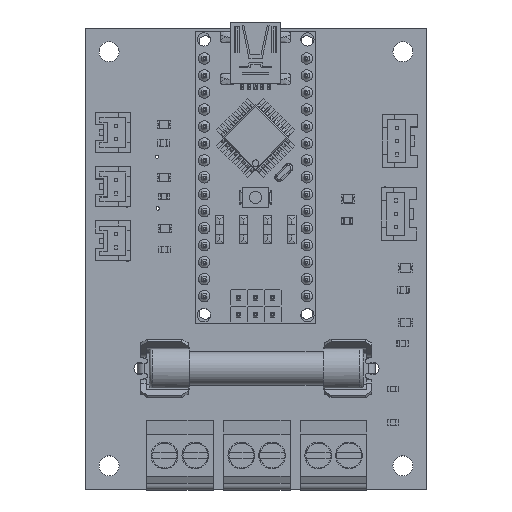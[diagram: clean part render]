
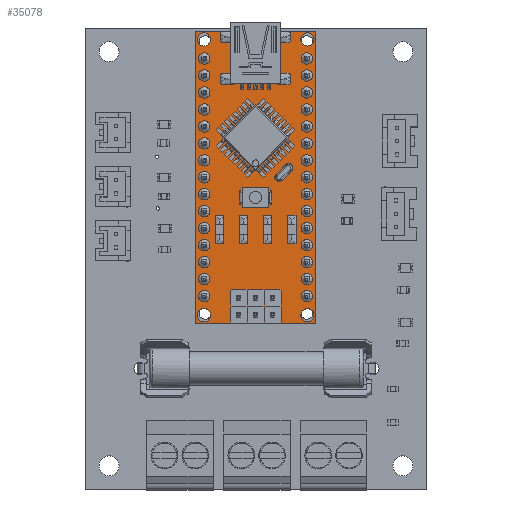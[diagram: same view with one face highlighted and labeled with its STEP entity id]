
A CAD part, top view. The second image highlights one B-rep face of the part: STEP entity #35078.
In plain terms, the highlighted face is planar.
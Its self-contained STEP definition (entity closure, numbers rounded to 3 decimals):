
#1261=FACE_BOUND('',#6088,.T.);
#1262=FACE_BOUND('',#6089,.T.);
#1263=FACE_BOUND('',#6090,.T.);
#1264=FACE_BOUND('',#6091,.T.);
#2201=PLANE('',#38077);
#3977=FACE_OUTER_BOUND('',#6087,.T.);
#6087=EDGE_LOOP('',(#28958,#28959,#28960,#28961));
#6088=EDGE_LOOP('',(#28962,#28963));
#6089=EDGE_LOOP('',(#28964,#28965));
#6090=EDGE_LOOP('',(#28966,#28967));
#6091=EDGE_LOOP('',(#28968,#28969));
#9110=LINE('',#56876,#12856);
#9114=LINE('',#56884,#12860);
#9117=LINE('',#56890,#12863);
#9120=LINE('',#56895,#12866);
#12856=VECTOR('',#45078,10.);
#12860=VECTOR('',#45084,10.);
#12863=VECTOR('',#45089,10.);
#12866=VECTOR('',#45094,10.);
#14863=CIRCLE('',#38055,1.);
#14864=CIRCLE('',#38056,1.);
#14867=CIRCLE('',#38060,1.);
#14868=CIRCLE('',#38061,1.);
#14869=CIRCLE('',#38063,1.);
#14870=CIRCLE('',#38064,1.);
#14873=CIRCLE('',#38068,1.);
#14874=CIRCLE('',#38069,1.);
#17064=VERTEX_POINT('',#56838);
#17065=VERTEX_POINT('',#56840);
#17068=VERTEX_POINT('',#56848);
#17069=VERTEX_POINT('',#56850);
#17070=VERTEX_POINT('',#56854);
#17071=VERTEX_POINT('',#56855);
#17074=VERTEX_POINT('',#56864);
#17075=VERTEX_POINT('',#56865);
#17078=VERTEX_POINT('',#56874);
#17079=VERTEX_POINT('',#56875);
#17082=VERTEX_POINT('',#56883);
#17084=VERTEX_POINT('',#56889);
#21193=EDGE_CURVE('',#17065,#17064,#14863,.T.);
#21194=EDGE_CURVE('',#17064,#17065,#14864,.T.);
#21198=EDGE_CURVE('',#17069,#17068,#14867,.T.);
#21199=EDGE_CURVE('',#17068,#17069,#14868,.T.);
#21200=EDGE_CURVE('',#17070,#17071,#14869,.T.);
#21201=EDGE_CURVE('',#17071,#17070,#14870,.T.);
#21205=EDGE_CURVE('',#17074,#17075,#14873,.T.);
#21206=EDGE_CURVE('',#17075,#17074,#14874,.T.);
#21210=EDGE_CURVE('',#17078,#17079,#9110,.T.);
#21214=EDGE_CURVE('',#17079,#17082,#9114,.T.);
#21217=EDGE_CURVE('',#17082,#17084,#9117,.T.);
#21220=EDGE_CURVE('',#17084,#17078,#9120,.T.);
#28958=ORIENTED_EDGE('',*,*,#21220,.T.);
#28959=ORIENTED_EDGE('',*,*,#21210,.T.);
#28960=ORIENTED_EDGE('',*,*,#21214,.T.);
#28961=ORIENTED_EDGE('',*,*,#21217,.T.);
#28962=ORIENTED_EDGE('',*,*,#21193,.T.);
#28963=ORIENTED_EDGE('',*,*,#21194,.T.);
#28964=ORIENTED_EDGE('',*,*,#21198,.T.);
#28965=ORIENTED_EDGE('',*,*,#21199,.T.);
#28966=ORIENTED_EDGE('',*,*,#21200,.T.);
#28967=ORIENTED_EDGE('',*,*,#21201,.T.);
#28968=ORIENTED_EDGE('',*,*,#21205,.T.);
#28969=ORIENTED_EDGE('',*,*,#21206,.T.);
#35078=ADVANCED_FACE('',(#3977,#1261,#1262,#1263,#1264),#2201,.F.);
#38055=AXIS2_PLACEMENT_3D('',#56841,#45039,#45040);
#38056=AXIS2_PLACEMENT_3D('',#56842,#45041,#45042);
#38060=AXIS2_PLACEMENT_3D('',#56851,#45050,#45051);
#38061=AXIS2_PLACEMENT_3D('',#56852,#45052,#45053);
#38063=AXIS2_PLACEMENT_3D('',#56856,#45056,#45057);
#38064=AXIS2_PLACEMENT_3D('',#56857,#45058,#45059);
#38068=AXIS2_PLACEMENT_3D('',#56866,#45067,#45068);
#38069=AXIS2_PLACEMENT_3D('',#56867,#45069,#45070);
#38077=AXIS2_PLACEMENT_3D('',#56898,#45098,#45099);
#45039=DIRECTION('center_axis',(0.,1.,0.));
#45040=DIRECTION('ref_axis',(1.,0.,0.));
#45041=DIRECTION('center_axis',(0.,1.,0.));
#45042=DIRECTION('ref_axis',(1.,0.,0.));
#45050=DIRECTION('center_axis',(0.,1.,0.));
#45051=DIRECTION('ref_axis',(-1.,0.,0.));
#45052=DIRECTION('center_axis',(0.,1.,0.));
#45053=DIRECTION('ref_axis',(-1.,0.,0.));
#45056=DIRECTION('center_axis',(0.,1.,0.));
#45057=DIRECTION('ref_axis',(-1.,0.,0.));
#45058=DIRECTION('center_axis',(0.,1.,0.));
#45059=DIRECTION('ref_axis',(-1.,0.,0.));
#45067=DIRECTION('center_axis',(0.,1.,0.));
#45068=DIRECTION('ref_axis',(1.,0.,0.));
#45069=DIRECTION('center_axis',(0.,1.,0.));
#45070=DIRECTION('ref_axis',(1.,0.,0.));
#45078=DIRECTION('',(0.,0.,-1.));
#45084=DIRECTION('',(1.,0.,0.));
#45089=DIRECTION('',(0.,0.,1.));
#45094=DIRECTION('',(-1.,0.,0.));
#45098=DIRECTION('center_axis',(0.,1.,0.));
#45099=DIRECTION('ref_axis',(1.,0.,0.));
#56838=CARTESIAN_POINT('',(0.2,0.,1.2));
#56840=CARTESIAN_POINT('',(1.2,0.,0.2));
#56841=CARTESIAN_POINT('Origin',(1.2,0.,1.2));
#56842=CARTESIAN_POINT('Origin',(1.2,0.,1.2));
#56848=CARTESIAN_POINT('',(43.5,0.,16.7));
#56850=CARTESIAN_POINT('',(42.5,0.,17.7));
#56851=CARTESIAN_POINT('Origin',(42.5,0.,16.7));
#56852=CARTESIAN_POINT('Origin',(42.5,0.,16.7));
#56854=CARTESIAN_POINT('',(42.5,0.,0.2));
#56855=CARTESIAN_POINT('',(43.5,0.,1.2));
#56856=CARTESIAN_POINT('Origin',(42.5,0.,1.2));
#56857=CARTESIAN_POINT('Origin',(42.5,0.,1.2));
#56864=CARTESIAN_POINT('',(1.2,0.,17.7));
#56865=CARTESIAN_POINT('',(0.2,0.,16.7));
#56866=CARTESIAN_POINT('Origin',(1.2,0.,16.7));
#56867=CARTESIAN_POINT('Origin',(1.2,0.,16.7));
#56874=CARTESIAN_POINT('',(0.,0.,17.9));
#56875=CARTESIAN_POINT('',(0.,0.,0.));
#56876=CARTESIAN_POINT('',(0.,0.,17.9));
#56883=CARTESIAN_POINT('',(43.7,0.,0.));
#56884=CARTESIAN_POINT('',(0.,0.,0.));
#56889=CARTESIAN_POINT('',(43.7,0.,17.9));
#56890=CARTESIAN_POINT('',(43.7,0.,0.));
#56895=CARTESIAN_POINT('',(43.7,0.,17.9));
#56898=CARTESIAN_POINT('Origin',(21.85,0.,8.95));
